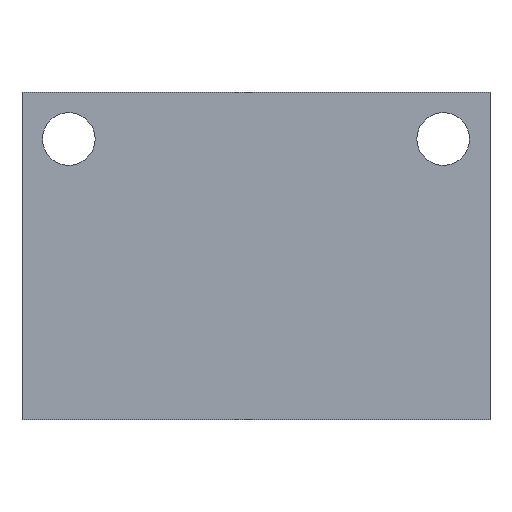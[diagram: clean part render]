
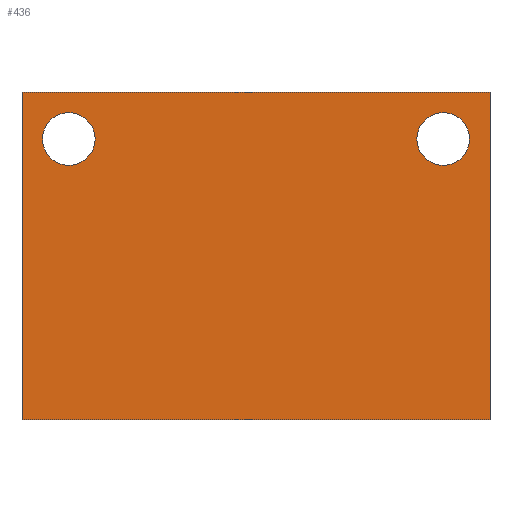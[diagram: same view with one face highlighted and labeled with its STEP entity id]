
A CAD part, front view. The second image highlights one B-rep face of the part: STEP entity #436.
In plain terms, the highlighted planar face has unit normal (0, -1, 0).
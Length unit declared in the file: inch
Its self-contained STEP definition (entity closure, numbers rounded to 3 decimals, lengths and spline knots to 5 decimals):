
#112=DIRECTION('',(0.,0.,-1.));
#113=VECTOR('',#112,1.75);
#114=CARTESIAN_POINT('',(-1.25,0.,0.));
#115=LINE('',#114,#113);
#132=DIRECTION('',(1.,0.,0.));
#133=VECTOR('',#132,2.5);
#134=CARTESIAN_POINT('',(-1.25,0.,0.));
#135=LINE('',#134,#133);
#136=CARTESIAN_POINT('',(1.,0.,-0.25));
#137=DIRECTION('',(0.,-1.,0.));
#138=DIRECTION('',(1.,0.,0.));
#139=AXIS2_PLACEMENT_3D('',#136,#137,#138);
#141=CARTESIAN_POINT('',(1.,0.,-0.25));
#142=DIRECTION('',(0.,-1.,0.));
#143=DIRECTION('',(-1.,0.,0.));
#144=AXIS2_PLACEMENT_3D('',#141,#142,#143);
#146=CARTESIAN_POINT('',(-1.,0.,-0.25));
#147=DIRECTION('',(0.,-1.,0.));
#148=DIRECTION('',(1.,0.,0.));
#149=AXIS2_PLACEMENT_3D('',#146,#147,#148);
#151=CARTESIAN_POINT('',(-1.,0.,-0.25));
#152=DIRECTION('',(0.,-1.,0.));
#153=DIRECTION('',(-1.,0.,0.));
#154=AXIS2_PLACEMENT_3D('',#151,#152,#153);
#242=DIRECTION('',(1.,0.,0.));
#243=VECTOR('',#242,2.5);
#244=CARTESIAN_POINT('',(-1.25,0.,-1.75));
#245=LINE('',#244,#243);
#246=DIRECTION('',(0.,0.,-1.));
#247=VECTOR('',#246,1.75);
#248=CARTESIAN_POINT('',(1.25,0.,0.));
#249=LINE('',#248,#247);
#338=CARTESIAN_POINT('',(-1.25,0.,0.));
#339=CARTESIAN_POINT('',(-1.25,0.,-1.75));
#340=VERTEX_POINT('',#338);
#341=VERTEX_POINT('',#339);
#348=CARTESIAN_POINT('',(1.25,0.,0.));
#349=CARTESIAN_POINT('',(1.25,0.,-1.75));
#350=VERTEX_POINT('',#348);
#351=VERTEX_POINT('',#349);
#376=CARTESIAN_POINT('',(1.1405,0.,-0.25));
#377=CARTESIAN_POINT('',(0.8595,0.,-0.25));
#378=VERTEX_POINT('',#376);
#379=VERTEX_POINT('',#377);
#384=CARTESIAN_POINT('',(-0.8595,0.,-0.25));
#385=CARTESIAN_POINT('',(-1.1405,0.,-0.25));
#386=VERTEX_POINT('',#384);
#387=VERTEX_POINT('',#385);
#410=CARTESIAN_POINT('',(-1.25,0.,0.));
#411=DIRECTION('',(0.,-1.,0.));
#412=DIRECTION('',(0.,0.,-1.));
#413=AXIS2_PLACEMENT_3D('',#410,#411,#412);
#414=PLANE('',#413);
#415=ORIENTED_EDGE('',*,*,#397,.F.);
#417=ORIENTED_EDGE('',*,*,#416,.T.);
#419=ORIENTED_EDGE('',*,*,#418,.T.);
#421=ORIENTED_EDGE('',*,*,#420,.F.);
#422=EDGE_LOOP('',(#415,#417,#419,#421));
#423=FACE_OUTER_BOUND('',#422,.F.);
#425=ORIENTED_EDGE('',*,*,#424,.T.);
#427=ORIENTED_EDGE('',*,*,#426,.T.);
#428=EDGE_LOOP('',(#425,#427));
#429=FACE_BOUND('',#428,.F.);
#431=ORIENTED_EDGE('',*,*,#430,.T.);
#433=ORIENTED_EDGE('',*,*,#432,.T.);
#434=EDGE_LOOP('',(#431,#433));
#435=FACE_BOUND('',#434,.F.);
#436=ADVANCED_FACE('',(#423,#429,#435),#414,.T.);
#140=CIRCLE('',#139,0.1405);
#145=CIRCLE('',#144,0.1405);
#150=CIRCLE('',#149,0.1405);
#155=CIRCLE('',#154,0.1405);
#397=EDGE_CURVE('',#340,#341,#115,.T.);
#416=EDGE_CURVE('',#340,#350,#135,.T.);
#418=EDGE_CURVE('',#350,#351,#249,.T.);
#420=EDGE_CURVE('',#341,#351,#245,.T.);
#424=EDGE_CURVE('',#378,#379,#140,.T.);
#426=EDGE_CURVE('',#379,#378,#145,.T.);
#430=EDGE_CURVE('',#386,#387,#150,.T.);
#432=EDGE_CURVE('',#387,#386,#155,.T.);
